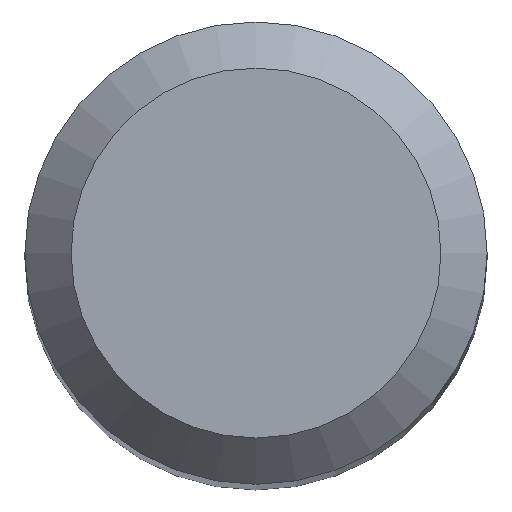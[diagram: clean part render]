
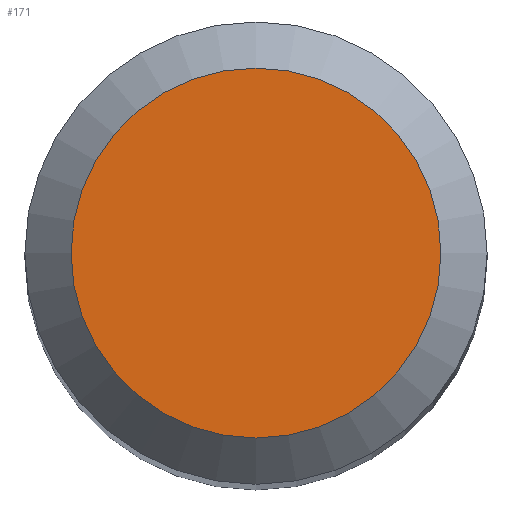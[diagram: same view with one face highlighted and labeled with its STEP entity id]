
A CAD part, top view. The second image highlights one B-rep face of the part: STEP entity #171.
In plain terms, the highlighted planar face has unit normal (0, 0, 1).
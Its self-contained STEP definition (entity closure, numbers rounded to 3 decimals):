
#5 = AXIS2_PLACEMENT_3D ( 'NONE', #135, #204, #105 ) ;
#38 = DIRECTION ( 'NONE',  ( 0., 1., 0. ) ) ;
#48 = VERTEX_POINT ( 'NONE', #218 ) ;
#76 = PLANE ( 'NONE',  #241 ) ;
#83 = FACE_OUTER_BOUND ( 'NONE', #176, .T. ) ;
#105 = DIRECTION ( 'NONE',  ( 0., -1., 0. ) ) ;
#124 = ORIENTED_EDGE ( 'NONE', *, *, #201, .T. ) ;
#126 = CIRCLE ( 'NONE', #5, 1.6 ) ;
#129 = DIRECTION ( 'NONE',  ( 0., 0., -1. ) ) ;
#135 = CARTESIAN_POINT ( 'NONE',  ( 0., 0., 38. ) ) ;
#161 = CARTESIAN_POINT ( 'NONE',  ( 0., 0., 38. ) ) ;
#171 = ADVANCED_FACE ( 'NONE', ( #83 ), #76, .F. ) ;
#176 = EDGE_LOOP ( 'NONE', ( #124 ) ) ;
#201 = EDGE_CURVE ( 'NONE', #48, #48, #126, .T. ) ;
#204 = DIRECTION ( 'NONE',  ( 0., 0., 1. ) ) ;
#218 = CARTESIAN_POINT ( 'NONE',  ( 0., -1.6, 38. ) ) ;
#241 = AXIS2_PLACEMENT_3D ( 'NONE', #161, #129, #38 ) ;
